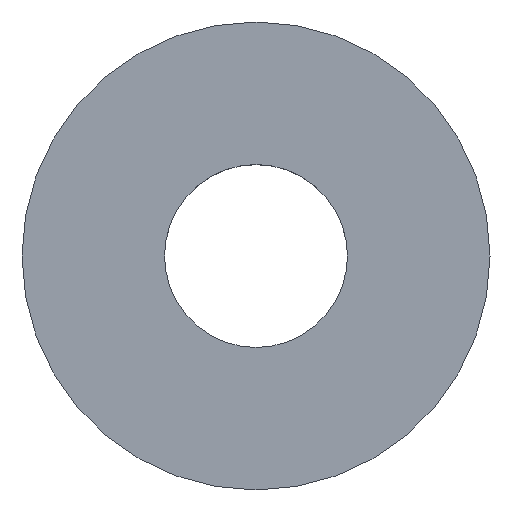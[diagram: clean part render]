
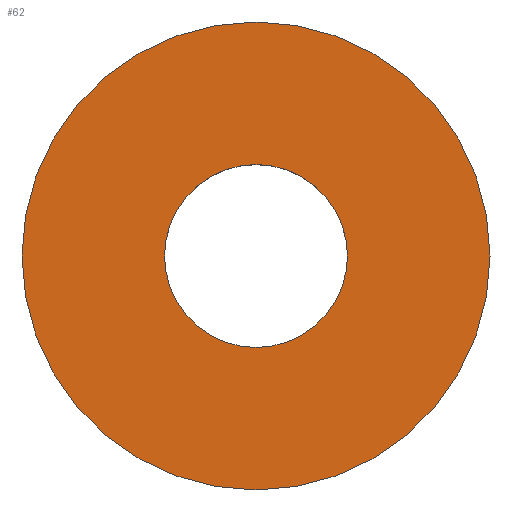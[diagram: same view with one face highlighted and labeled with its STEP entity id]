
A CAD part, top view. The second image highlights one B-rep face of the part: STEP entity #62.
In plain terms, the highlighted planar face has unit normal (0, 0, 1).
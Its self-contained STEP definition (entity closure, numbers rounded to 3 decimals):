
#16=FACE_BOUND('',#26,.T.);
#18=PLANE('',#91);
#21=FACE_OUTER_BOUND('',#25,.T.);
#25=EDGE_LOOP('',(#52));
#26=EDGE_LOOP('',(#53));
#35=CIRCLE('',#90,2.15);
#36=CIRCLE('',#92,5.5);
#39=VERTEX_POINT('',#120);
#40=VERTEX_POINT('',#124);
#44=EDGE_CURVE('',#39,#39,#35,.T.);
#45=EDGE_CURVE('',#40,#40,#36,.T.);
#52=ORIENTED_EDGE('',*,*,#45,.F.);
#53=ORIENTED_EDGE('',*,*,#44,.T.);
#62=ADVANCED_FACE('',(#21,#16),#18,.F.);
#90=AXIS2_PLACEMENT_3D('',#122,#103,#104);
#91=AXIS2_PLACEMENT_3D('',#123,#105,#106);
#92=AXIS2_PLACEMENT_3D('',#125,#107,#108);
#103=DIRECTION('center_axis',(0.,0.,-1.));
#104=DIRECTION('ref_axis',(-1.,0.,0.));
#105=DIRECTION('center_axis',(0.,0.,-1.));
#106=DIRECTION('ref_axis',(-1.,0.,0.));
#107=DIRECTION('center_axis',(0.,0.,-1.));
#108=DIRECTION('ref_axis',(-1.,0.,0.));
#120=CARTESIAN_POINT('',(2.15,0.,1.5));
#122=CARTESIAN_POINT('Origin',(0.,0.,1.5));
#123=CARTESIAN_POINT('Origin',(0.,0.,1.5));
#124=CARTESIAN_POINT('',(5.5,0.,1.5));
#125=CARTESIAN_POINT('Origin',(0.,0.,1.5));
